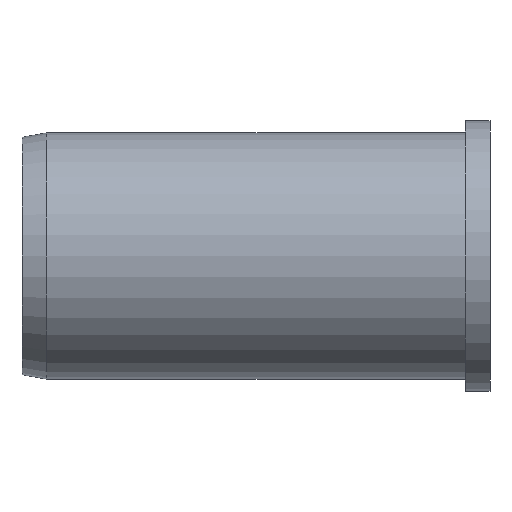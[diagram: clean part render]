
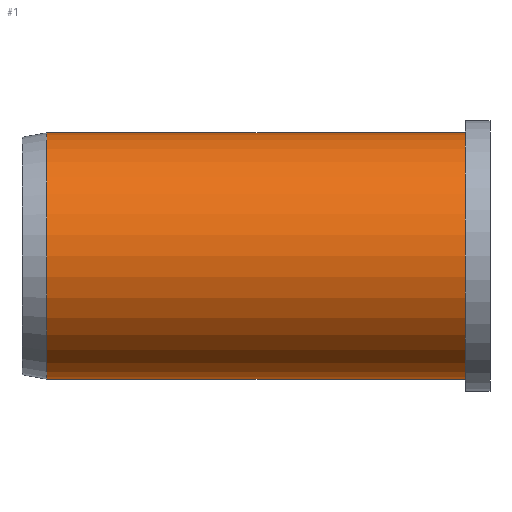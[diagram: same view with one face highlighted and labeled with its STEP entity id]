
A CAD part, left-side view. The second image highlights one B-rep face of the part: STEP entity #1.
In plain terms, the highlighted cylindrical face has radius 5 mm (diameter 10 mm), a partial arc.
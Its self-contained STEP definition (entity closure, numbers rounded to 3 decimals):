
#1 = ADVANCED_FACE ( 'NONE', ( #273 ), #269, .T. ) ;
#19 = EDGE_CURVE ( 'NONE', #298, #290, #247, .T. ) ;
#20 = AXIS2_PLACEMENT_3D ( 'NONE', #161, #162, #167 ) ;
#30 = EDGE_CURVE ( 'NONE', #328, #297, #237, .T. ) ;
#48 = EDGE_CURVE ( 'NONE', #297, #290, #232, .T. ) ;
#51 = EDGE_CURVE ( 'NONE', #328, #298, #223, .T. ) ;
#53 = AXIS2_PLACEMENT_3D ( 'NONE', #104, #111, #107 ) ;
#62 = AXIS2_PLACEMENT_3D ( 'NONE', #173, #212, #169 ) ;
#104 = CARTESIAN_POINT ( 'NONE',  ( 0., 1., 0. ) ) ;
#107 = DIRECTION ( 'NONE',  ( 0., 0., 1. ) ) ;
#111 = DIRECTION ( 'NONE',  ( 0., 1., 0. ) ) ;
#142 = CARTESIAN_POINT ( 'NONE',  ( 0., 1., 5. ) ) ;
#145 = DIRECTION ( 'NONE',  ( 0., 1., 0. ) ) ;
#147 = DIRECTION ( 'NONE',  ( 0., 1., 0. ) ) ;
#154 = CARTESIAN_POINT ( 'NONE',  ( 0., 1., -5. ) ) ;
#161 = CARTESIAN_POINT ( 'NONE',  ( 0., 18., 0. ) ) ;
#162 = DIRECTION ( 'NONE',  ( 0., -1., 0. ) ) ;
#167 = DIRECTION ( 'NONE',  ( 0., 0., -1. ) ) ;
#169 = DIRECTION ( 'NONE',  ( 0., 0., 1. ) ) ;
#173 = CARTESIAN_POINT ( 'NONE',  ( 0., 1., 0. ) ) ;
#195 = CARTESIAN_POINT ( 'NONE',  ( 0., 1., 5. ) ) ;
#201 = CARTESIAN_POINT ( 'NONE',  ( 0., 18., 5. ) ) ;
#203 = CARTESIAN_POINT ( 'NONE',  ( 0., 1., -5. ) ) ;
#207 = CARTESIAN_POINT ( 'NONE',  ( 0., 18., -5. ) ) ;
#212 = DIRECTION ( 'NONE',  ( 0., -1., 0. ) ) ;
#221 = VECTOR ( 'NONE', #147, 1000. ) ;
#223 = LINE ( 'NONE', #142, #221 ) ;
#226 = VECTOR ( 'NONE', #145, 1000. ) ;
#232 = LINE ( 'NONE', #154, #226 ) ;
#236 = ORIENTED_EDGE ( 'NONE', *, *, #30, .F. ) ;
#237 = CIRCLE ( 'NONE', #62, 5. ) ;
#247 = CIRCLE ( 'NONE', #20, 5. ) ;
#269 = CYLINDRICAL_SURFACE ( 'NONE', #53, 5. ) ;
#273 = FACE_OUTER_BOUND ( 'NONE', #283, .T. ) ;
#283 = EDGE_LOOP ( 'NONE', ( #337, #236, #323, #316 ) ) ;
#290 = VERTEX_POINT ( 'NONE', #207 ) ;
#297 = VERTEX_POINT ( 'NONE', #203 ) ;
#298 = VERTEX_POINT ( 'NONE', #201 ) ;
#316 = ORIENTED_EDGE ( 'NONE', *, *, #19, .T. ) ;
#323 = ORIENTED_EDGE ( 'NONE', *, *, #51, .T. ) ;
#328 = VERTEX_POINT ( 'NONE', #195 ) ;
#337 = ORIENTED_EDGE ( 'NONE', *, *, #48, .F. ) ;
